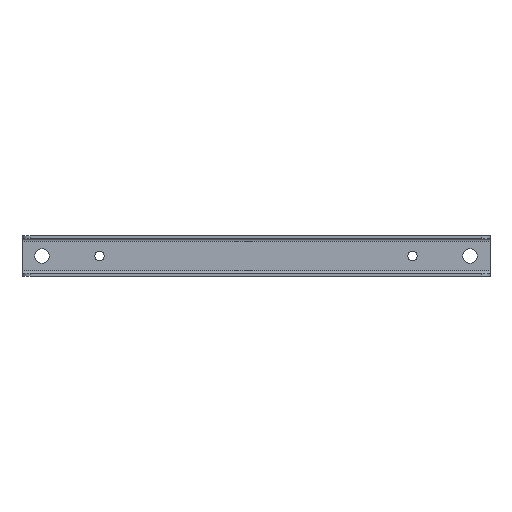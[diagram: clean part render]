
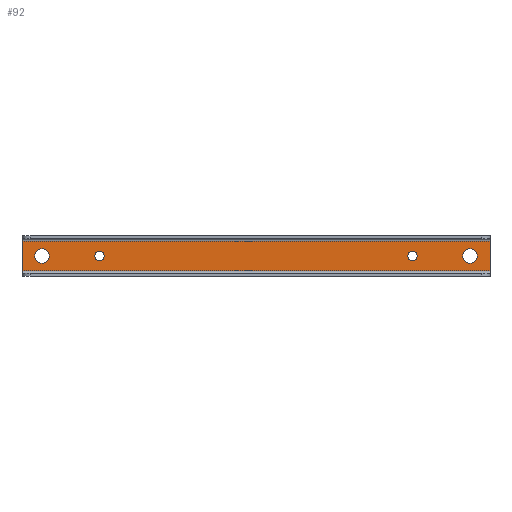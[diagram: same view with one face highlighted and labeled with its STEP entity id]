
A CAD part, front view. The second image highlights one B-rep face of the part: STEP entity #92.
In plain terms, the highlighted planar face has unit normal (0, -1, 0).
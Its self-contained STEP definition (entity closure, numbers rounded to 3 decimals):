
#2 = DIRECTION ( 'NONE',  ( 0., -1., 0. ) ) ;
#4 = CARTESIAN_POINT ( 'NONE',  ( -160., -2., 0. ) ) ;
#9 = DIRECTION ( 'NONE',  ( 0., 0., 1. ) ) ;
#15 = DIRECTION ( 'NONE',  ( 0., -1., 0. ) ) ;
#16 = EDGE_CURVE ( 'NONE', #698, #220, #640, .T. ) ;
#28 = EDGE_CURVE ( 'NONE', #696, #633, #152, .T. ) ;
#29 = CARTESIAN_POINT ( 'NONE',  ( -117., -2., 0. ) ) ;
#73 = EDGE_CURVE ( 'NONE', #971, #452, #301, .T. ) ;
#92 = ADVANCED_FACE ( 'NONE', ( #531, #172, #564, #150, #432 ), #864, .F. ) ;
#125 = AXIS2_PLACEMENT_3D ( 'NONE', #348, #344, #339 ) ;
#141 = VECTOR ( 'NONE', #874, 1000. ) ;
#148 = CARTESIAN_POINT ( 'NONE',  ( 175., -2., -11. ) ) ;
#150 = FACE_BOUND ( 'NONE', #799, .T. ) ;
#152 = LINE ( 'NONE', #345, #435 ) ;
#157 = AXIS2_PLACEMENT_3D ( 'NONE', #485, #482, #477 ) ;
#172 = FACE_BOUND ( 'NONE', #198, .T. ) ;
#184 = CIRCLE ( 'NONE', #527, 5.5 ) ;
#193 = CARTESIAN_POINT ( 'NONE',  ( -117., -2., -3.5 ) ) ;
#198 = EDGE_LOOP ( 'NONE', ( #1038, #693 ) ) ;
#209 = AXIS2_PLACEMENT_3D ( 'NONE', #600, #957, #961 ) ;
#220 = VERTEX_POINT ( 'NONE', #624 ) ;
#227 = CARTESIAN_POINT ( 'NONE',  ( -175., -2., 11. ) ) ;
#235 = CIRCLE ( 'NONE', #950, 3.5 ) ;
#247 = CIRCLE ( 'NONE', #125, 3.5 ) ;
#283 = EDGE_LOOP ( 'NONE', ( #711, #515 ) ) ;
#301 = CIRCLE ( 'NONE', #851, 5.5 ) ;
#306 = EDGE_CURVE ( 'NONE', #663, #984, #566, .T. ) ;
#314 = DIRECTION ( 'NONE',  ( -1., 0., 0. ) ) ;
#315 = EDGE_CURVE ( 'NONE', #929, #1042, #235, .T. ) ;
#318 = CARTESIAN_POINT ( 'NONE',  ( 160., -2., 5.5 ) ) ;
#326 = CARTESIAN_POINT ( 'NONE',  ( 175., -2., -11. ) ) ;
#333 = CARTESIAN_POINT ( 'NONE',  ( 160., -2., -5.5 ) ) ;
#339 = DIRECTION ( 'NONE',  ( 0., 0., 1. ) ) ;
#342 = VECTOR ( 'NONE', #417, 1000. ) ;
#344 = DIRECTION ( 'NONE',  ( 0., -1., 0. ) ) ;
#345 = CARTESIAN_POINT ( 'NONE',  ( -175., -2., 15. ) ) ;
#348 = CARTESIAN_POINT ( 'NONE',  ( 117., -2., 0. ) ) ;
#366 = EDGE_CURVE ( 'NONE', #488, #633, #651, .T. ) ;
#380 = DIRECTION ( 'NONE',  ( 0., 0., -1. ) ) ;
#403 = CARTESIAN_POINT ( 'NONE',  ( -160., -2., -5.5 ) ) ;
#416 = EDGE_CURVE ( 'NONE', #220, #698, #428, .T. ) ;
#417 = DIRECTION ( 'NONE',  ( -1., 0., 0. ) ) ;
#418 = EDGE_CURVE ( 'NONE', #452, #971, #184, .T. ) ;
#423 = CIRCLE ( 'NONE', #491, 5.5 ) ;
#428 = CIRCLE ( 'NONE', #735, 3.5 ) ;
#432 = FACE_OUTER_BOUND ( 'NONE', #464, .T. ) ;
#434 = DIRECTION ( 'NONE',  ( 0., 0., 1. ) ) ;
#435 = VECTOR ( 'NONE', #380, 1000. ) ;
#442 = LINE ( 'NONE', #876, #141 ) ;
#449 = DIRECTION ( 'NONE',  ( 0., -1., 0. ) ) ;
#452 = VERTEX_POINT ( 'NONE', #1014 ) ;
#464 = EDGE_LOOP ( 'NONE', ( #1041, #684, #999, #788 ) ) ;
#475 = ORIENTED_EDGE ( 'NONE', *, *, #73, .F. ) ;
#477 = DIRECTION ( 'NONE',  ( 0., 0., 1. ) ) ;
#480 = CARTESIAN_POINT ( 'NONE',  ( 175., -2., 11. ) ) ;
#482 = DIRECTION ( 'NONE',  ( 0., -1., 0. ) ) ;
#485 = CARTESIAN_POINT ( 'NONE',  ( 160., -2., 0. ) ) ;
#488 = VERTEX_POINT ( 'NONE', #148 ) ;
#491 = AXIS2_PLACEMENT_3D ( 'NONE', #718, #716, #664 ) ;
#494 = LINE ( 'NONE', #480, #342 ) ;
#497 = CARTESIAN_POINT ( 'NONE',  ( 117., -2., -3.5 ) ) ;
#515 = ORIENTED_EDGE ( 'NONE', *, *, #865, .F. ) ;
#527 = AXIS2_PLACEMENT_3D ( 'NONE', #4, #2, #1043 ) ;
#528 = VECTOR ( 'NONE', #314, 1000. ) ;
#531 = FACE_BOUND ( 'NONE', #283, .T. ) ;
#563 = VERTEX_POINT ( 'NONE', #745 ) ;
#564 = FACE_BOUND ( 'NONE', #638, .T. ) ;
#566 = CIRCLE ( 'NONE', #157, 5.5 ) ;
#600 = CARTESIAN_POINT ( 'NONE',  ( 175., -2., 15. ) ) ;
#624 = CARTESIAN_POINT ( 'NONE',  ( -117., -2., 3.5 ) ) ;
#633 = VERTEX_POINT ( 'NONE', #689 ) ;
#638 = EDGE_LOOP ( 'NONE', ( #871, #1059 ) ) ;
#640 = CIRCLE ( 'NONE', #972, 3.5 ) ;
#651 = LINE ( 'NONE', #326, #528 ) ;
#663 = VERTEX_POINT ( 'NONE', #318 ) ;
#664 = DIRECTION ( 'NONE',  ( 0., 0., 1. ) ) ;
#672 = CARTESIAN_POINT ( 'NONE',  ( 117., -2., 0. ) ) ;
#684 = ORIENTED_EDGE ( 'NONE', *, *, #366, .F. ) ;
#689 = CARTESIAN_POINT ( 'NONE',  ( -175., -2., -11. ) ) ;
#693 = ORIENTED_EDGE ( 'NONE', *, *, #315, .F. ) ;
#696 = VERTEX_POINT ( 'NONE', #227 ) ;
#698 = VERTEX_POINT ( 'NONE', #193 ) ;
#711 = ORIENTED_EDGE ( 'NONE', *, *, #306, .F. ) ;
#716 = DIRECTION ( 'NONE',  ( 0., -1., 0. ) ) ;
#718 = CARTESIAN_POINT ( 'NONE',  ( 160., -2., 0. ) ) ;
#735 = AXIS2_PLACEMENT_3D ( 'NONE', #29, #15, #9 ) ;
#745 = CARTESIAN_POINT ( 'NONE',  ( 175., -2., 11. ) ) ;
#754 = ORIENTED_EDGE ( 'NONE', *, *, #418, .F. ) ;
#788 = ORIENTED_EDGE ( 'NONE', *, *, #923, .T. ) ;
#799 = EDGE_LOOP ( 'NONE', ( #754, #475 ) ) ;
#848 = EDGE_CURVE ( 'NONE', #563, #488, #442, .T. ) ;
#851 = AXIS2_PLACEMENT_3D ( 'NONE', #918, #974, #858 ) ;
#858 = DIRECTION ( 'NONE',  ( 0., 0., 1. ) ) ;
#864 = PLANE ( 'NONE',  #209 ) ;
#865 = EDGE_CURVE ( 'NONE', #984, #663, #423, .T. ) ;
#871 = ORIENTED_EDGE ( 'NONE', *, *, #416, .F. ) ;
#874 = DIRECTION ( 'NONE',  ( 0., 0., -1. ) ) ;
#876 = CARTESIAN_POINT ( 'NONE',  ( 175., -2., 15. ) ) ;
#918 = CARTESIAN_POINT ( 'NONE',  ( -160., -2., 0. ) ) ;
#923 = EDGE_CURVE ( 'NONE', #563, #696, #494, .T. ) ;
#925 = DIRECTION ( 'NONE',  ( 0., 0., 1. ) ) ;
#929 = VERTEX_POINT ( 'NONE', #497 ) ;
#935 = DIRECTION ( 'NONE',  ( 0., -1., 0. ) ) ;
#946 = CARTESIAN_POINT ( 'NONE',  ( -117., -2., 0. ) ) ;
#950 = AXIS2_PLACEMENT_3D ( 'NONE', #672, #449, #434 ) ;
#957 = DIRECTION ( 'NONE',  ( 0., 1., 0. ) ) ;
#961 = DIRECTION ( 'NONE',  ( 0., 0., 1. ) ) ;
#971 = VERTEX_POINT ( 'NONE', #403 ) ;
#972 = AXIS2_PLACEMENT_3D ( 'NONE', #946, #935, #925 ) ;
#974 = DIRECTION ( 'NONE',  ( 0., -1., 0. ) ) ;
#975 = EDGE_CURVE ( 'NONE', #1042, #929, #247, .T. ) ;
#984 = VERTEX_POINT ( 'NONE', #333 ) ;
#985 = CARTESIAN_POINT ( 'NONE',  ( 117., -2., 3.5 ) ) ;
#999 = ORIENTED_EDGE ( 'NONE', *, *, #848, .F. ) ;
#1014 = CARTESIAN_POINT ( 'NONE',  ( -160., -2., 5.5 ) ) ;
#1038 = ORIENTED_EDGE ( 'NONE', *, *, #975, .F. ) ;
#1041 = ORIENTED_EDGE ( 'NONE', *, *, #28, .T. ) ;
#1042 = VERTEX_POINT ( 'NONE', #985 ) ;
#1043 = DIRECTION ( 'NONE',  ( 0., 0., 1. ) ) ;
#1059 = ORIENTED_EDGE ( 'NONE', *, *, #16, .F. ) ;
